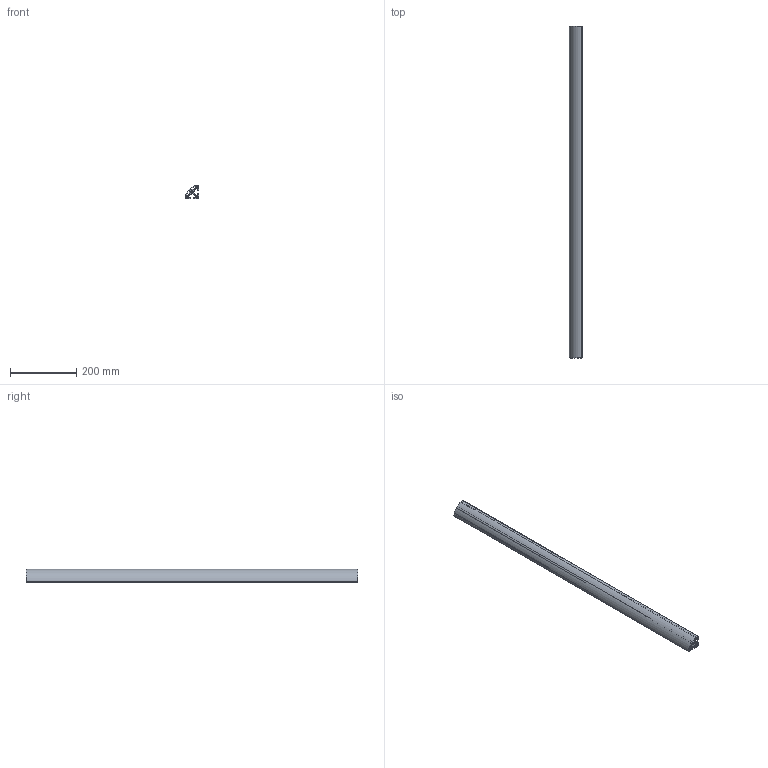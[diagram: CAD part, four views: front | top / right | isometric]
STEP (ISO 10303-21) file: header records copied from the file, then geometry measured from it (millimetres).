
FILE_DESCRIPTION((''),'2;1');
FILE_NAME('AR3721 profil 40x40L.stp','2015-03-31T14:56:15',('Admin'),(''),'Autodesk Inventor 2013','Autodesk Inventor 2013','');
FILE_SCHEMA(('AUTOMOTIVE_DESIGN { 1 0 10303 214 1 1 1 1 }'));
Length unit declared in the file: millimetre
Products named in the file (1): AR3721 profil 40x40L
Bounding box: 39.98 x 1000 x 39.98 mm (x, y, z)
Volume: 581689.8 mm3; surface area: 406899 mm2
Topology: 1 solids, 1 shells, 104 faces, 306 edges, 204 vertices
Faces by surface type: cylinder 56, plane 48
Full cylindrical faces by diameter (mm): 6.812 x1
Entity records: 3547 total; most frequent: DIRECTION 627, CARTESIAN_POINT 614, ORIENTED_EDGE 610, EDGE_CURVE 305, AXIS2_PLACEMENT_3D 217, VERTEX_POINT 204, VECTOR 193, LINE 193
